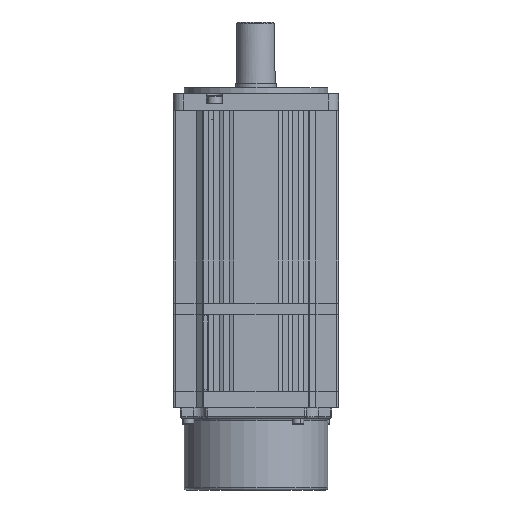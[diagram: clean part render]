
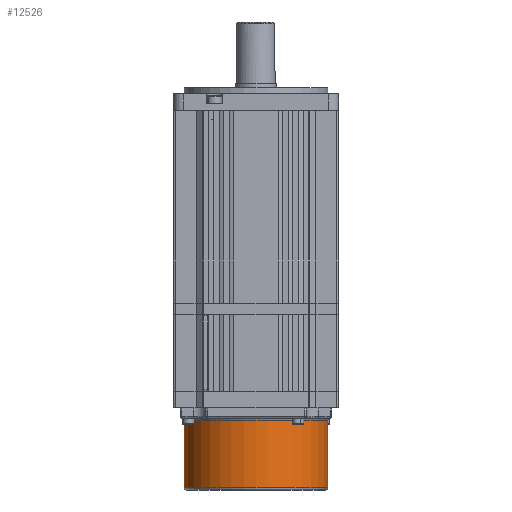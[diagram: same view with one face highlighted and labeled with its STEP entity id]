
A CAD part, front view. The second image highlights one B-rep face of the part: STEP entity #12526.
In plain terms, the highlighted cylindrical face has radius 35 mm (diameter 70 mm), a partial arc.
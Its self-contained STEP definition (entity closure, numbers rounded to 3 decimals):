
#168 = EDGE_CURVE ( 'NONE', #27963, #29220, #24261, .T. ) ;
#172 = DIRECTION ( 'NONE',  ( 0., 0., 1. ) ) ;
#2288 = CARTESIAN_POINT ( 'NONE',  ( -35., 0., 5.5 ) ) ;
#4001 = ORIENTED_EDGE ( 'NONE', *, *, #168, .T. ) ;
#5861 = EDGE_LOOP ( 'NONE', ( #28057, #33028, #4001, #13425 ) ) ;
#6084 = CARTESIAN_POINT ( 'NONE',  ( 0., 0., 38.5 ) ) ;
#6409 = DIRECTION ( 'NONE',  ( 0., 0., -1. ) ) ;
#6583 = DIRECTION ( 'NONE',  ( 1., 0., 0. ) ) ;
#7633 = DIRECTION ( 'NONE',  ( 1., 0., 0. ) ) ;
#8476 = CARTESIAN_POINT ( 'NONE',  ( 35., 0., 39.5 ) ) ;
#9205 = EDGE_CURVE ( 'NONE', #29220, #22692, #29662, .T. ) ;
#9674 = CYLINDRICAL_SURFACE ( 'NONE', #15429, 35. ) ;
#10045 = AXIS2_PLACEMENT_3D ( 'NONE', #6084, #6409, #6583 ) ;
#12526 = ADVANCED_FACE ( 'NONE', ( #33690 ), #9674, .T. ) ;
#13398 = CARTESIAN_POINT ( 'NONE',  ( 35., 0., 5.5 ) ) ;
#13425 = ORIENTED_EDGE ( 'NONE', *, *, #9205, .T. ) ;
#14493 = VECTOR ( 'NONE', #19535, 1000. ) ;
#15103 = CIRCLE ( 'NONE', #10045, 35. ) ;
#15429 = AXIS2_PLACEMENT_3D ( 'NONE', #17739, #23179, #28448 ) ;
#16617 = CARTESIAN_POINT ( 'NONE',  ( -35., 0., 38.5 ) ) ;
#17324 = AXIS2_PLACEMENT_3D ( 'NONE', #29363, #172, #7633 ) ;
#17739 = CARTESIAN_POINT ( 'NONE',  ( 0., 0., 39.5 ) ) ;
#18326 = DIRECTION ( 'NONE',  ( 0., 0., -1. ) ) ;
#19383 = EDGE_CURVE ( 'NONE', #25159, #22692, #34425, .T. ) ;
#19535 = DIRECTION ( 'NONE',  ( 0., 0., -1. ) ) ;
#22692 = VERTEX_POINT ( 'NONE', #13398 ) ;
#23179 = DIRECTION ( 'NONE',  ( 0., 0., -1. ) ) ;
#24261 = LINE ( 'NONE', #24434, #14493 ) ;
#24434 = CARTESIAN_POINT ( 'NONE',  ( -35., 0., 39.5 ) ) ;
#25159 = VERTEX_POINT ( 'NONE', #25909 ) ;
#25909 = CARTESIAN_POINT ( 'NONE',  ( 35., 0., 38.5 ) ) ;
#26684 = VECTOR ( 'NONE', #18326, 1000. ) ;
#27963 = VERTEX_POINT ( 'NONE', #16617 ) ;
#28057 = ORIENTED_EDGE ( 'NONE', *, *, #19383, .F. ) ;
#28448 = DIRECTION ( 'NONE',  ( -1., 0., 0. ) ) ;
#29220 = VERTEX_POINT ( 'NONE', #2288 ) ;
#29363 = CARTESIAN_POINT ( 'NONE',  ( 0., 0., 5.5 ) ) ;
#29425 = EDGE_CURVE ( 'NONE', #25159, #27963, #15103, .T. ) ;
#29662 = CIRCLE ( 'NONE', #17324, 35. ) ;
#33028 = ORIENTED_EDGE ( 'NONE', *, *, #29425, .T. ) ;
#33690 = FACE_OUTER_BOUND ( 'NONE', #5861, .T. ) ;
#34425 = LINE ( 'NONE', #8476, #26684 ) ;
